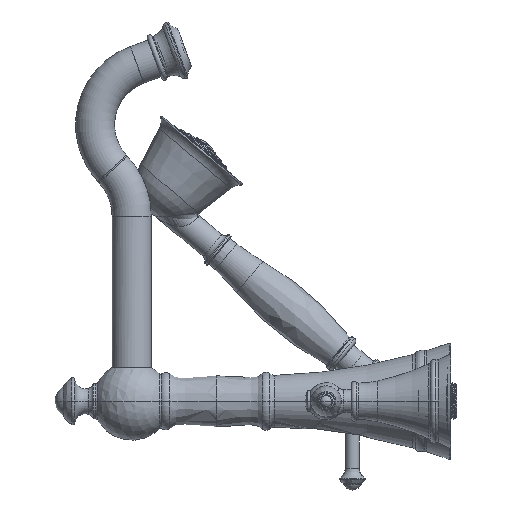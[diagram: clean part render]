
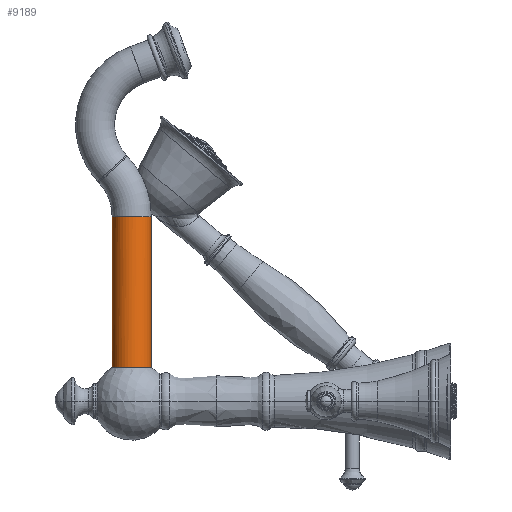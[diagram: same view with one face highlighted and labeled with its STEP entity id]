
A CAD part, left-side view. The second image highlights one B-rep face of the part: STEP entity #9189.
In plain terms, the highlighted cylindrical face has radius 11 mm (diameter 22 mm), a partial arc.
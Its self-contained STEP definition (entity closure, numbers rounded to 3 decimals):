
#8823=DIRECTION('',(0.,0.,1.));
#8824=VECTOR('',#8823,89.252);
#8825=CARTESIAN_POINT('',(11.,0.,-57.));
#8826=LINE('',#8825,#8824);
#8827=DIRECTION('',(0.,0.,-1.));
#8828=VECTOR('',#8827,89.252);
#8829=CARTESIAN_POINT('',(-10.998,0.,32.252));
#8830=LINE('',#8829,#8828);
#8846=CARTESIAN_POINT('',(0.004,0.,32.252));
#8847=DIRECTION('',(0.,0.,-1.));
#8848=DIRECTION('',(-1.,0.,0.));
#8849=AXIS2_PLACEMENT_3D('',#8846,#8847,#8848);
#8851=CARTESIAN_POINT('',(0.004,0.,32.253));
#8852=DIRECTION('',(0.,0.,-1.));
#8853=DIRECTION('',(0.996,0.092,0.));
#8854=AXIS2_PLACEMENT_3D('',#8851,#8852,#8853);
#9044=CARTESIAN_POINT('',(0.,0.,-57.));
#9045=DIRECTION('',(0.,0.,1.));
#9046=DIRECTION('',(1.,0.,0.));
#9047=AXIS2_PLACEMENT_3D('',#9044,#9045,#9046);
#9102=CARTESIAN_POINT('',(11.,0.,-57.));
#9103=CARTESIAN_POINT('',(11.002,0.,32.252));
#9104=VERTEX_POINT('',#9102);
#9105=VERTEX_POINT('',#9103);
#9106=CARTESIAN_POINT('',(10.957,1.014,32.251));
#9107=VERTEX_POINT('',#9106);
#9108=CARTESIAN_POINT('',(-10.996,0.,32.254));
#9109=VERTEX_POINT('',#9108);
#9110=CARTESIAN_POINT('',(-11.,0.,-57.));
#9111=VERTEX_POINT('',#9110);
#9172=CARTESIAN_POINT('',(0.,0.,0.));
#9173=DIRECTION('',(0.,0.,1.));
#9174=DIRECTION('',(1.,0.,0.));
#9175=AXIS2_PLACEMENT_3D('',#9172,#9173,#9174);
#9176=CYLINDRICAL_SURFACE('',#9175,11.);
#9178=ORIENTED_EDGE('',*,*,#9177,.T.);
#9180=ORIENTED_EDGE('',*,*,#9179,.F.);
#9182=ORIENTED_EDGE('',*,*,#9181,.F.);
#9184=ORIENTED_EDGE('',*,*,#9183,.T.);
#9186=ORIENTED_EDGE('',*,*,#9185,.F.);
#9187=EDGE_LOOP('',(#9178,#9180,#9182,#9184,#9186));
#9188=FACE_OUTER_BOUND('',#9187,.F.);
#9189=ADVANCED_FACE('',(#9188),#9176,.T.);
#8850=CIRCLE('',#8849,11.);
#8855=CIRCLE('',#8854,11.);
#9048=CIRCLE('',#9047,11.);
#9177=EDGE_CURVE('',#9104,#9105,#8826,.T.);
#9179=EDGE_CURVE('',#9107,#9105,#8855,.T.);
#9181=EDGE_CURVE('',#9109,#9107,#8850,.T.);
#9183=EDGE_CURVE('',#9109,#9111,#8830,.T.);
#9185=EDGE_CURVE('',#9104,#9111,#9048,.T.);
